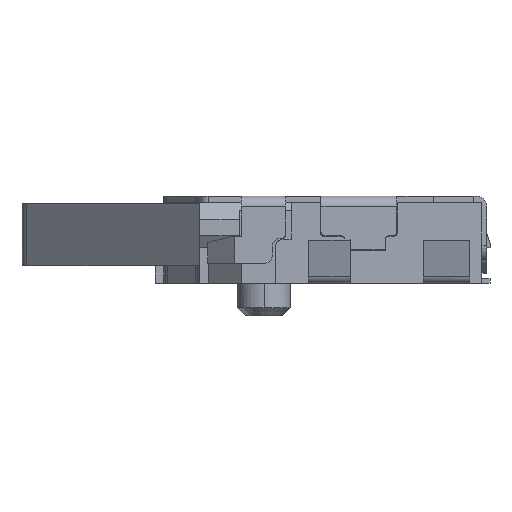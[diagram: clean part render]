
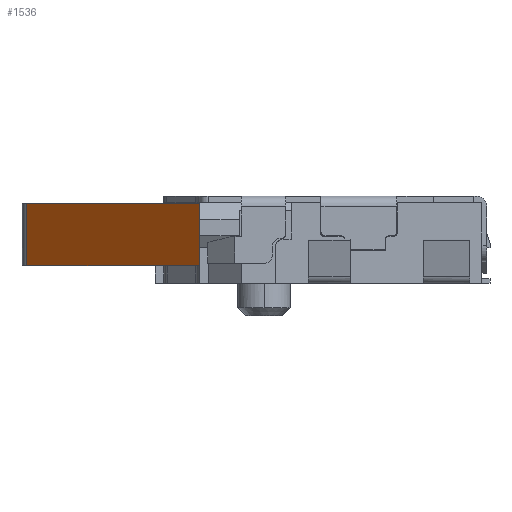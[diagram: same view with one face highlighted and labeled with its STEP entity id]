
A CAD part, left-side view. The second image highlights one B-rep face of the part: STEP entity #1536.
In plain terms, the highlighted planar face has unit normal (-0.707, 0.707, 0).
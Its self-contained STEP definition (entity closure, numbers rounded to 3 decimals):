
#43 = PLANE('',#44);
#44 = AXIS2_PLACEMENT_3D('',#45,#46,#47);
#45 = CARTESIAN_POINT('',(-1.126,3.963,0.22));
#46 = DIRECTION('',(0.,0.,1.));
#47 = DIRECTION('',(1.,0.,0.));
#260 = VERTEX_POINT('',#261);
#261 = CARTESIAN_POINT('',(-1.11,1.75,0.22));
#311 = EDGE_CURVE('',#260,#312,#314,.T.);
#312 = VERTEX_POINT('',#313);
#313 = CARTESIAN_POINT('',(1.032,3.891,0.22));
#314 = SURFACE_CURVE('',#315,(#319,#326),.PCURVE_S1.);
#315 = LINE('',#316,#317);
#316 = CARTESIAN_POINT('',(-1.274,1.586,0.22));
#317 = VECTOR('',#318,1.);
#318 = DIRECTION('',(0.707,0.707,0.));
#319 = PCURVE('',#43,#320);
#320 = DEFINITIONAL_REPRESENTATION('',(#321),#325);
#321 = LINE('',#322,#323);
#322 = CARTESIAN_POINT('',(-0.148,-2.377));
#323 = VECTOR('',#324,1.);
#324 = DIRECTION('',(0.707,0.707));
#325 = ( GEOMETRIC_REPRESENTATION_CONTEXT(2) 
PARAMETRIC_REPRESENTATION_CONTEXT() REPRESENTATION_CONTEXT('2D SPACE',''
  ) );
#326 = PCURVE('',#327,#332);
#327 = PLANE('',#328);
#328 = AXIS2_PLACEMENT_3D('',#329,#330,#331);
#329 = CARTESIAN_POINT('',(-1.274,1.586,0.22));
#330 = DIRECTION('',(0.707,-0.707,0.));
#331 = DIRECTION('',(0.707,0.707,0.));
#332 = DEFINITIONAL_REPRESENTATION('',(#333),#337);
#333 = LINE('',#334,#335);
#334 = CARTESIAN_POINT('',(0.,0.));
#335 = VECTOR('',#336,1.);
#336 = DIRECTION('',(1.,0.));
#337 = ( GEOMETRIC_REPRESENTATION_CONTEXT(2) 
PARAMETRIC_REPRESENTATION_CONTEXT() REPRESENTATION_CONTEXT('2D SPACE',''
  ) );
#357 = CYLINDRICAL_SURFACE('',#358,0.2);
#358 = AXIS2_PLACEMENT_3D('',#359,#360,#361);
#359 = CARTESIAN_POINT('',(1.173,3.75,0.995));
#360 = DIRECTION('',(0.,0.,-1.));
#361 = DIRECTION('',(-1.,0.,0.));
#1429 = PLANE('',#1430);
#1430 = AXIS2_PLACEMENT_3D('',#1431,#1432,#1433);
#1431 = CARTESIAN_POINT('',(-1.291,3.966,0.995));
#1432 = DIRECTION('',(0.,0.,1.));
#1433 = DIRECTION('',(1.,0.,0.));
#1446 = EDGE_CURVE('',#312,#1447,#1449,.T.);
#1447 = VERTEX_POINT('',#1448);
#1448 = CARTESIAN_POINT('',(1.032,3.891,0.995));
#1449 = SURFACE_CURVE('',#1450,(#1454,#1483),.PCURVE_S1.);
#1450 = LINE('',#1451,#1452);
#1451 = CARTESIAN_POINT('',(1.032,3.891,0.22));
#1452 = VECTOR('',#1453,1.);
#1453 = DIRECTION('',(0.,0.,1.));
#1454 = PCURVE('',#357,#1455);
#1455 = DEFINITIONAL_REPRESENTATION('',(#1456),#1482);
#1456 = B_SPLINE_CURVE_WITH_KNOTS('',3,(#1457,#1458,#1459,#1460,#1461,
    #1462,#1463,#1464,#1465,#1466,#1467,#1468,#1469,#1470,#1471,#1472,
    #1473,#1474,#1475,#1476,#1477,#1478,#1479,#1480,#1481),
  .UNSPECIFIED.,.F.,.F.,(4,1,1,1,1,1,1,1,1,1,1,1,1,1,1,1,1,1,1,1,1,1,4),
  (0.,0.035,0.07,0.106,
    0.141,0.176,0.211,0.247,
    0.282,0.317,0.352,0.388,0.423,
    0.458,0.493,0.528,0.564,
    0.599,0.634,0.669,0.705,
    0.74,0.775),.QUASI_UNIFORM_KNOTS.);
#1457 = CARTESIAN_POINT('',(0.785,0.775));
#1458 = CARTESIAN_POINT('',(0.785,0.763));
#1459 = CARTESIAN_POINT('',(0.785,0.74));
#1460 = CARTESIAN_POINT('',(0.785,0.705));
#1461 = CARTESIAN_POINT('',(0.785,0.669));
#1462 = CARTESIAN_POINT('',(0.785,0.634));
#1463 = CARTESIAN_POINT('',(0.785,0.599));
#1464 = CARTESIAN_POINT('',(0.785,0.564));
#1465 = CARTESIAN_POINT('',(0.785,0.528));
#1466 = CARTESIAN_POINT('',(0.785,0.493));
#1467 = CARTESIAN_POINT('',(0.785,0.458));
#1468 = CARTESIAN_POINT('',(0.785,0.423));
#1469 = CARTESIAN_POINT('',(0.785,0.388));
#1470 = CARTESIAN_POINT('',(0.785,0.352));
#1471 = CARTESIAN_POINT('',(0.785,0.317));
#1472 = CARTESIAN_POINT('',(0.785,0.282));
#1473 = CARTESIAN_POINT('',(0.785,0.247));
#1474 = CARTESIAN_POINT('',(0.785,0.211));
#1475 = CARTESIAN_POINT('',(0.785,0.176));
#1476 = CARTESIAN_POINT('',(0.785,0.141));
#1477 = CARTESIAN_POINT('',(0.785,0.106));
#1478 = CARTESIAN_POINT('',(0.785,0.07));
#1479 = CARTESIAN_POINT('',(0.785,0.035));
#1480 = CARTESIAN_POINT('',(0.785,0.012));
#1481 = CARTESIAN_POINT('',(0.785,0.));
#1482 = ( GEOMETRIC_REPRESENTATION_CONTEXT(2) 
PARAMETRIC_REPRESENTATION_CONTEXT() REPRESENTATION_CONTEXT('2D SPACE',''
  ) );
#1483 = PCURVE('',#327,#1484);
#1484 = DEFINITIONAL_REPRESENTATION('',(#1485),#1489);
#1485 = LINE('',#1486,#1487);
#1486 = CARTESIAN_POINT('',(3.26,0.));
#1487 = VECTOR('',#1488,1.);
#1488 = DIRECTION('',(0.,1.));
#1489 = ( GEOMETRIC_REPRESENTATION_CONTEXT(2) 
PARAMETRIC_REPRESENTATION_CONTEXT() REPRESENTATION_CONTEXT('2D SPACE',''
  ) );
#1536 = ADVANCED_FACE('',(#1537),#327,.F.);
#1537 = FACE_BOUND('',#1538,.T.);
#1538 = EDGE_LOOP('',(#1539,#1540,#1541,#1569,#1597));
#1539 = ORIENTED_EDGE('',*,*,#1446,.F.);
#1540 = ORIENTED_EDGE('',*,*,#311,.F.);
#1541 = ORIENTED_EDGE('',*,*,#1542,.F.);
#1542 = EDGE_CURVE('',#1543,#260,#1545,.T.);
#1543 = VERTEX_POINT('',#1544);
#1544 = CARTESIAN_POINT('',(-1.274,1.586,0.22));
#1545 = SURFACE_CURVE('',#1546,(#1550,#1557),.PCURVE_S1.);
#1546 = LINE('',#1547,#1548);
#1547 = CARTESIAN_POINT('',(-1.274,1.586,0.22));
#1548 = VECTOR('',#1549,1.);
#1549 = DIRECTION('',(0.707,0.707,0.));
#1550 = PCURVE('',#327,#1551);
#1551 = DEFINITIONAL_REPRESENTATION('',(#1552),#1556);
#1552 = LINE('',#1553,#1554);
#1553 = CARTESIAN_POINT('',(0.,0.));
#1554 = VECTOR('',#1555,1.);
#1555 = DIRECTION('',(1.,0.));
#1556 = ( GEOMETRIC_REPRESENTATION_CONTEXT(2) 
PARAMETRIC_REPRESENTATION_CONTEXT() REPRESENTATION_CONTEXT('2D SPACE',''
  ) );
#1557 = PCURVE('',#1558,#1563);
#1558 = PLANE('',#1559);
#1559 = AXIS2_PLACEMENT_3D('',#1560,#1561,#1562);
#1560 = CARTESIAN_POINT('',(-1.281,1.585,0.22));
#1561 = DIRECTION('',(0.,0.,-1.));
#1562 = DIRECTION('',(-1.,0.,0.));
#1563 = DEFINITIONAL_REPRESENTATION('',(#1564),#1568);
#1564 = LINE('',#1565,#1566);
#1565 = CARTESIAN_POINT('',(-0.007,0.001));
#1566 = VECTOR('',#1567,1.);
#1567 = DIRECTION('',(-0.707,0.707));
#1568 = ( GEOMETRIC_REPRESENTATION_CONTEXT(2) 
PARAMETRIC_REPRESENTATION_CONTEXT() REPRESENTATION_CONTEXT('2D SPACE',''
  ) );
#1569 = ORIENTED_EDGE('',*,*,#1570,.F.);
#1570 = EDGE_CURVE('',#1571,#1543,#1573,.T.);
#1571 = VERTEX_POINT('',#1572);
#1572 = CARTESIAN_POINT('',(-1.274,1.586,0.995));
#1573 = SURFACE_CURVE('',#1574,(#1578,#1585),.PCURVE_S1.);
#1574 = LINE('',#1575,#1576);
#1575 = CARTESIAN_POINT('',(-1.274,1.586,0.22));
#1576 = VECTOR('',#1577,1.);
#1577 = DIRECTION('',(0.,0.,-1.));
#1578 = PCURVE('',#327,#1579);
#1579 = DEFINITIONAL_REPRESENTATION('',(#1580),#1584);
#1580 = LINE('',#1581,#1582);
#1581 = CARTESIAN_POINT('',(0.,0.));
#1582 = VECTOR('',#1583,1.);
#1583 = DIRECTION('',(0.,-1.));
#1584 = ( GEOMETRIC_REPRESENTATION_CONTEXT(2) 
PARAMETRIC_REPRESENTATION_CONTEXT() REPRESENTATION_CONTEXT('2D SPACE',''
  ) );
#1585 = PCURVE('',#1586,#1591);
#1586 = PLANE('',#1587);
#1587 = AXIS2_PLACEMENT_3D('',#1588,#1589,#1590);
#1588 = CARTESIAN_POINT('',(-1.153,1.441,0.999));
#1589 = DIRECTION('',(-0.768,-0.64,0.));
#1590 = DIRECTION('',(0.64,-0.768,0.));
#1591 = DEFINITIONAL_REPRESENTATION('',(#1592),#1596);
#1592 = LINE('',#1593,#1594);
#1593 = CARTESIAN_POINT('',(-0.189,-0.779));
#1594 = VECTOR('',#1595,1.);
#1595 = DIRECTION('',(0.,-1.));
#1596 = ( GEOMETRIC_REPRESENTATION_CONTEXT(2) 
PARAMETRIC_REPRESENTATION_CONTEXT() REPRESENTATION_CONTEXT('2D SPACE',''
  ) );
#1597 = ORIENTED_EDGE('',*,*,#1598,.F.);
#1598 = EDGE_CURVE('',#1447,#1571,#1599,.T.);
#1599 = SURFACE_CURVE('',#1600,(#1604,#1611),.PCURVE_S1.);
#1600 = LINE('',#1601,#1602);
#1601 = CARTESIAN_POINT('',(1.032,3.891,0.995));
#1602 = VECTOR('',#1603,1.);
#1603 = DIRECTION('',(-0.707,-0.707,0.));
#1604 = PCURVE('',#327,#1605);
#1605 = DEFINITIONAL_REPRESENTATION('',(#1606),#1610);
#1606 = LINE('',#1607,#1608);
#1607 = CARTESIAN_POINT('',(3.26,0.775));
#1608 = VECTOR('',#1609,1.);
#1609 = DIRECTION('',(-1.,0.));
#1610 = ( GEOMETRIC_REPRESENTATION_CONTEXT(2) 
PARAMETRIC_REPRESENTATION_CONTEXT() REPRESENTATION_CONTEXT('2D SPACE',''
  ) );
#1611 = PCURVE('',#1429,#1612);
#1612 = DEFINITIONAL_REPRESENTATION('',(#1613),#1617);
#1613 = LINE('',#1614,#1615);
#1614 = CARTESIAN_POINT('',(2.323,-0.075));
#1615 = VECTOR('',#1616,1.);
#1616 = DIRECTION('',(-0.707,-0.707));
#1617 = ( GEOMETRIC_REPRESENTATION_CONTEXT(2) 
PARAMETRIC_REPRESENTATION_CONTEXT() REPRESENTATION_CONTEXT('2D SPACE',''
  ) );
